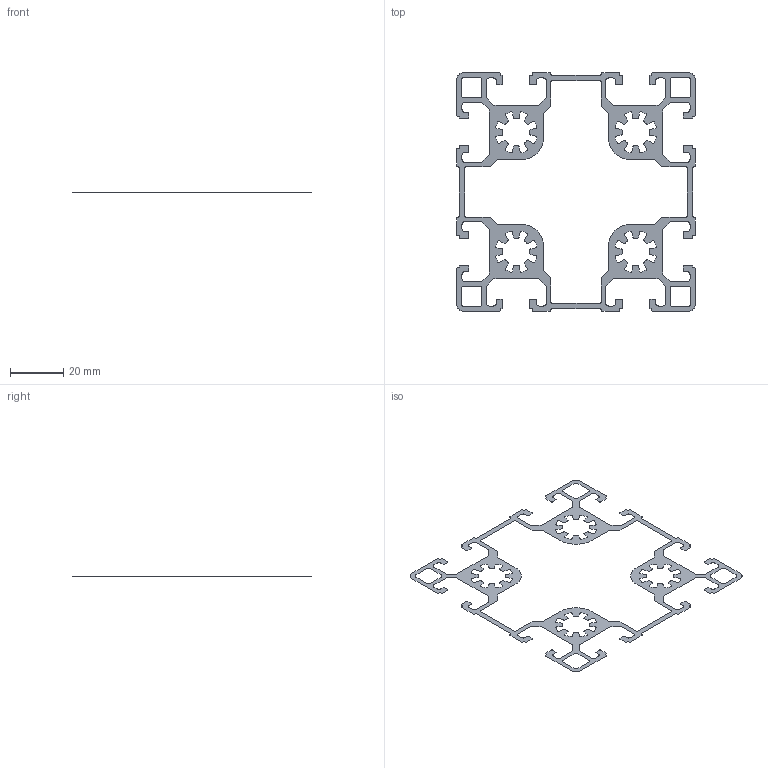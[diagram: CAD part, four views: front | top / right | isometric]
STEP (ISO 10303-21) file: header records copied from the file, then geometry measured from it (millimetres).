
FILE_DESCRIPTION (( 'STEP AP214' ), '1' );
FILE_NAME ('WF8_LCF10-9090-0.STEP', '2020-07-23T07:21:52', ( '个人用户' ), ( '微软中国' ), 'SwSTEP 2.0', 'SolidWorks 2018', '' );
FILE_SCHEMA (( 'AUTOMOTIVE_DESIGN' ));
Length unit declared in the file: millimetre
Products named in the file (2): WF8_LCF10-9090-0
Bounding box: 90 x 90 x 0 mm (x, y, z)
Surface area: 2030.8 mm2 (no closed solid volume)
Topology: 0 solids, 1 shells, 1 faces, 632 edges, 632 vertices
Faces by surface type: plane 1
Entity records: 5488 total; most frequent: CARTESIAN_POINT 1267, DIRECTION 998, EDGE_CURVE 632, ORIENTED_EDGE 632, VERTEX_POINT 632, AXIS2_PLACEMENT_3D 363, CIRCLE 360, VECTOR 272
